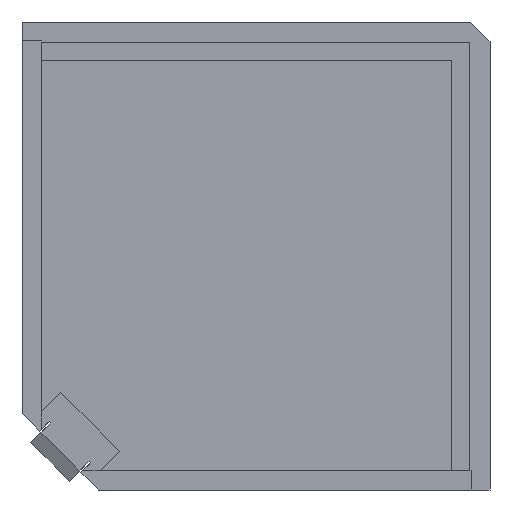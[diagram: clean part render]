
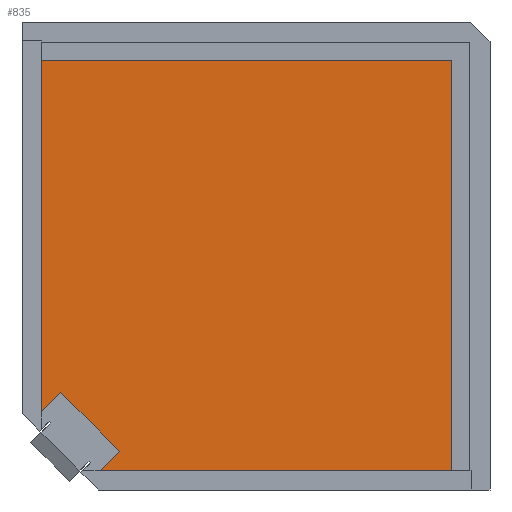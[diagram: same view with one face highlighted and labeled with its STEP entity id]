
A CAD part, front view. The second image highlights one B-rep face of the part: STEP entity #835.
In plain terms, the highlighted planar face has unit normal (0, -1, 0).
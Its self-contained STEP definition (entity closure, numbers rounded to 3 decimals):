
#39=FACE_OUTER_BOUND('',#82,.T.);
#82=EDGE_LOOP('',(#669,#670,#671,#672,#673,#674,#675));
#151=LINE('',#1221,#269);
#169=LINE('',#1258,#287);
#177=LINE('',#1273,#295);
#180=LINE('',#1278,#298);
#183=LINE('',#1284,#301);
#184=LINE('',#1286,#302);
#185=LINE('',#1287,#303);
#269=VECTOR('',#989,10.);
#287=VECTOR('',#1019,10.);
#295=VECTOR('',#1033,10.);
#298=VECTOR('',#1038,10.);
#301=VECTOR('',#1045,10.);
#302=VECTOR('',#1046,10.);
#303=VECTOR('',#1047,10.);
#375=VERTEX_POINT('',#1218);
#376=VERTEX_POINT('',#1220);
#388=VERTEX_POINT('',#1256);
#389=VERTEX_POINT('',#1257);
#393=VERTEX_POINT('',#1272);
#395=VERTEX_POINT('',#1283);
#396=VERTEX_POINT('',#1285);
#464=EDGE_CURVE('',#376,#375,#151,.F.);
#482=EDGE_CURVE('',#388,#389,#169,.T.);
#490=EDGE_CURVE('',#389,#393,#177,.T.);
#493=EDGE_CURVE('',#393,#376,#180,.T.);
#496=EDGE_CURVE('',#395,#375,#183,.T.);
#497=EDGE_CURVE('',#396,#395,#184,.T.);
#498=EDGE_CURVE('',#396,#388,#185,.F.);
#669=ORIENTED_EDGE('',*,*,#482,.T.);
#670=ORIENTED_EDGE('',*,*,#490,.T.);
#671=ORIENTED_EDGE('',*,*,#493,.T.);
#672=ORIENTED_EDGE('',*,*,#464,.T.);
#673=ORIENTED_EDGE('',*,*,#496,.F.);
#674=ORIENTED_EDGE('',*,*,#497,.F.);
#675=ORIENTED_EDGE('',*,*,#498,.T.);
#792=PLANE('',#892);
#835=ADVANCED_FACE('',(#39),#792,.F.);
#892=AXIS2_PLACEMENT_3D('',#1282,#1043,#1044);
#989=DIRECTION('',(-1.,0.,0.));
#1019=DIRECTION('',(0.707,0.,0.707));
#1033=DIRECTION('',(0.707,0.,-0.707));
#1038=DIRECTION('',(-0.707,0.,-0.707));
#1043=DIRECTION('center_axis',(0.,1.,0.));
#1044=DIRECTION('ref_axis',(0.,0.,1.));
#1045=DIRECTION('',(0.,0.,-1.));
#1046=DIRECTION('',(1.,0.,0.));
#1047=DIRECTION('',(0.,0.,1.));
#1218=CARTESIAN_POINT('',(44.761,34.45,-46.661));
#1220=CARTESIAN_POINT('',(8.231,34.45,-46.661));
#1221=CARTESIAN_POINT('',(13.19,34.45,-46.661));
#1256=CARTESIAN_POINT('',(2.1,34.45,-40.53));
#1257=CARTESIAN_POINT('',(4.121,34.45,-38.508));
#1258=CARTESIAN_POINT('',(12.718,34.45,-29.912));
#1272=CARTESIAN_POINT('',(10.253,34.45,-44.64));
#1273=CARTESIAN_POINT('',(8.72,34.45,-43.107));
#1278=CARTESIAN_POINT('',(17.789,34.45,-37.104));
#1282=CARTESIAN_POINT('Origin',(24.381,34.45,-24.381));
#1283=CARTESIAN_POINT('',(44.761,34.45,-4.));
#1284=CARTESIAN_POINT('',(44.761,34.45,-12.19));
#1285=CARTESIAN_POINT('',(2.1,34.45,-4.));
#1286=CARTESIAN_POINT('',(12.19,34.45,-4.));
#1287=CARTESIAN_POINT('',(2.1,34.45,-14.19));
